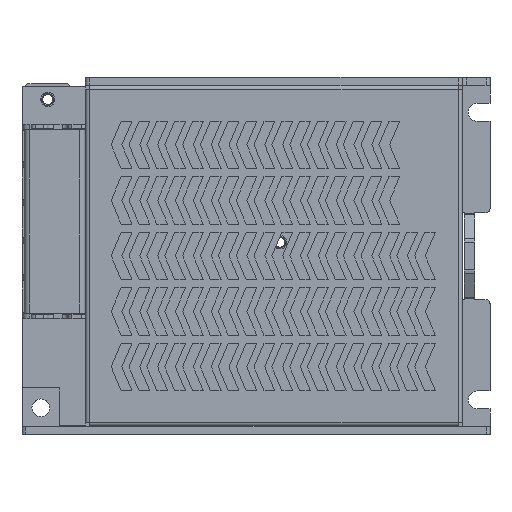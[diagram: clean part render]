
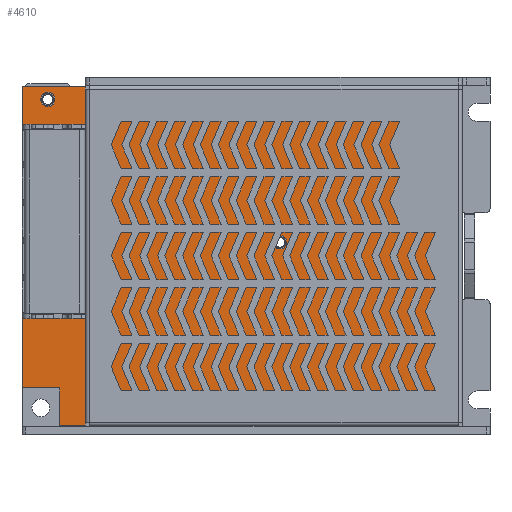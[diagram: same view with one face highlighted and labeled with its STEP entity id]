
A CAD part, top view. The second image highlights one B-rep face of the part: STEP entity #4610.
In plain terms, the highlighted planar face has unit normal (0, 0, 1).
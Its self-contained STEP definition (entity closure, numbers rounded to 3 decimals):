
#2323=FACE_BOUND('',#9144,.T.);
#2324=FACE_BOUND('',#9145,.T.);
#2325=FACE_BOUND('',#9146,.T.);
#3063=CIRCLE('',#35078,1.8);
#3064=CIRCLE('',#35079,1.7);
#4610=ADVANCED_FACE('',(#2323,#2324,#2325),#5830,.T.);
#5830=PLANE('',#35080);
#9144=EDGE_LOOP('',(#18614));
#9145=EDGE_LOOP('',(#18615));
#9146=EDGE_LOOP('',(#18616,#18617,#18618,#18619,#18620,#18621,#18622,#18623,
#18624,#18625));
#18614=ORIENTED_EDGE('',*,*,#26668,.T.);
#18615=ORIENTED_EDGE('',*,*,#26669,.T.);
#18616=ORIENTED_EDGE('',*,*,#26640,.T.);
#18617=ORIENTED_EDGE('',*,*,#26644,.T.);
#18618=ORIENTED_EDGE('',*,*,#26647,.T.);
#18619=ORIENTED_EDGE('',*,*,#26650,.T.);
#18620=ORIENTED_EDGE('',*,*,#26653,.T.);
#18621=ORIENTED_EDGE('',*,*,#26656,.T.);
#18622=ORIENTED_EDGE('',*,*,#26659,.T.);
#18623=ORIENTED_EDGE('',*,*,#26662,.T.);
#18624=ORIENTED_EDGE('',*,*,#26665,.T.);
#18625=ORIENTED_EDGE('',*,*,#26667,.T.);
#21906=VERTEX_POINT('',#55669);
#21907=VERTEX_POINT('',#55671);
#21909=VERTEX_POINT('',#55677);
#21911=VERTEX_POINT('',#55683);
#21913=VERTEX_POINT('',#55689);
#21915=VERTEX_POINT('',#55695);
#21917=VERTEX_POINT('',#55701);
#21919=VERTEX_POINT('',#55707);
#21921=VERTEX_POINT('',#55713);
#21923=VERTEX_POINT('',#55719);
#21924=VERTEX_POINT('',#55726);
#21925=VERTEX_POINT('',#55728);
#26640=EDGE_CURVE('',#21907,#21906,#29718,.T.);
#26644=EDGE_CURVE('',#21906,#21909,#29722,.T.);
#26647=EDGE_CURVE('',#21909,#21911,#29725,.T.);
#26650=EDGE_CURVE('',#21911,#21913,#29728,.T.);
#26653=EDGE_CURVE('',#21913,#21915,#29731,.T.);
#26656=EDGE_CURVE('',#21915,#21917,#29734,.T.);
#26659=EDGE_CURVE('',#21917,#21919,#29737,.T.);
#26662=EDGE_CURVE('',#21919,#21921,#29740,.T.);
#26665=EDGE_CURVE('',#21921,#21923,#29743,.T.);
#26667=EDGE_CURVE('',#21923,#21907,#29745,.T.);
#26668=EDGE_CURVE('',#21924,#21924,#3063,.T.);
#26669=EDGE_CURVE('',#21925,#21925,#3064,.T.);
#29718=LINE('',#55670,#32792);
#29722=LINE('',#55678,#32796);
#29725=LINE('',#55684,#32799);
#29728=LINE('',#55690,#32802);
#29731=LINE('',#55696,#32805);
#29734=LINE('',#55702,#32808);
#29737=LINE('',#55708,#32811);
#29740=LINE('',#55714,#32814);
#29743=LINE('',#55720,#32817);
#29745=LINE('',#55723,#32819);
#32792=VECTOR('',#42633,1.);
#32796=VECTOR('',#42639,1.);
#32799=VECTOR('',#42644,1.);
#32802=VECTOR('',#42649,1.);
#32805=VECTOR('',#42654,1.);
#32808=VECTOR('',#42659,1.);
#32811=VECTOR('',#42664,1.);
#32814=VECTOR('',#42669,1.);
#32817=VECTOR('',#42674,1.);
#32819=VECTOR('',#42678,1.);
#35078=AXIS2_PLACEMENT_3D('',#55725,#42681,#42682);
#35079=AXIS2_PLACEMENT_3D('',#55727,#42683,#42684);
#35080=AXIS2_PLACEMENT_3D('',#55729,#42685,#42686);
#42633=DIRECTION('',(0.,-1.,0.));
#42639=DIRECTION('',(1.,0.,0.));
#42644=DIRECTION('',(0.,1.,0.));
#42649=DIRECTION('',(-0.832,0.555,0.));
#42654=DIRECTION('',(0.,1.,0.));
#42659=DIRECTION('',(0.832,0.555,0.));
#42664=DIRECTION('',(0.,1.,0.));
#42669=DIRECTION('',(-1.,0.,0.));
#42674=DIRECTION('',(0.,-1.,0.));
#42678=DIRECTION('',(-1.,0.,0.));
#42681=DIRECTION('',(0.,0.,-1.));
#42682=DIRECTION('',(1.,0.,0.));
#42683=DIRECTION('',(0.,0.,-1.));
#42684=DIRECTION('',(1.,0.,0.));
#42685=DIRECTION('',(0.,0.,1.));
#42686=DIRECTION('',(1.,0.,0.));
#55669=CARTESIAN_POINT('',(-42.75,-55.,1.6));
#55670=CARTESIAN_POINT('',(-42.75,45.5,1.6));
#55671=CARTESIAN_POINT('',(-42.75,45.5,1.6));
#55677=CARTESIAN_POINT('',(42.75,-55.,1.6));
#55678=CARTESIAN_POINT('',(-42.75,-55.,1.6));
#55683=CARTESIAN_POINT('',(42.75,-39.5,1.6));
#55684=CARTESIAN_POINT('',(42.75,-55.,1.6));
#55689=CARTESIAN_POINT('',(39.75,-37.5,1.6));
#55690=CARTESIAN_POINT('',(42.75,-39.5,1.6));
#55695=CARTESIAN_POINT('',(39.75,3.7,1.6));
#55696=CARTESIAN_POINT('',(39.75,-37.5,1.6));
#55701=CARTESIAN_POINT('',(42.75,5.7,1.6));
#55702=CARTESIAN_POINT('',(39.75,3.7,1.6));
#55707=CARTESIAN_POINT('',(42.75,55.,1.6));
#55708=CARTESIAN_POINT('',(42.75,5.7,1.6));
#55713=CARTESIAN_POINT('',(-33.25,55.,1.6));
#55714=CARTESIAN_POINT('',(42.75,55.,1.6));
#55719=CARTESIAN_POINT('',(-33.25,45.5,1.6));
#55720=CARTESIAN_POINT('',(-33.25,55.,1.6));
#55723=CARTESIAN_POINT('',(-33.25,45.5,1.6));
#55725=CARTESIAN_POINT('',(39.5,48.5,1.6));
#55726=CARTESIAN_POINT('',(41.3,48.5,1.6));
#55727=CARTESIAN_POINT('',(3.5,-10.,1.6));
#55728=CARTESIAN_POINT('',(5.2,-10.,1.6));
#55729=CARTESIAN_POINT('',(0.,0.,1.6));
